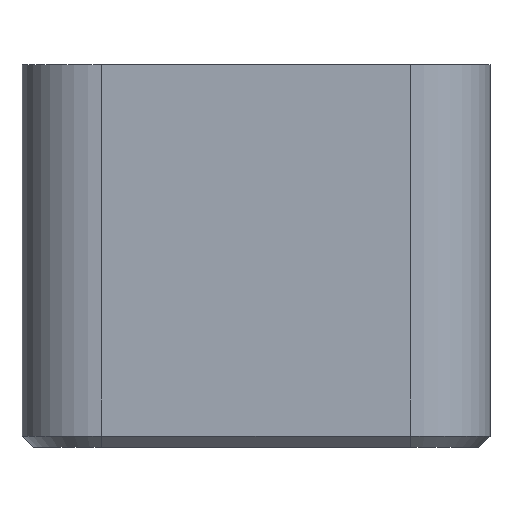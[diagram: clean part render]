
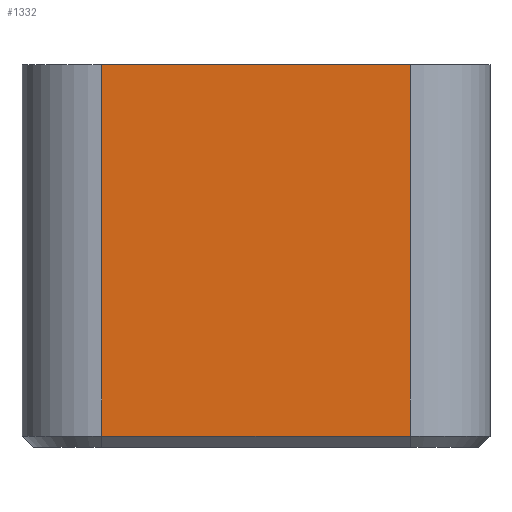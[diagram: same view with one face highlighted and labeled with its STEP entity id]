
A CAD part, left-side view. The second image highlights one B-rep face of the part: STEP entity #1332.
In plain terms, the highlighted planar face has unit normal (-1, 0, 0).
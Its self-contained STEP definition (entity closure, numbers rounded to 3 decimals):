
#32 = PLANE('',#33);
#33 = AXIS2_PLACEMENT_3D('',#34,#35,#36);
#34 = CARTESIAN_POINT('',(0.,0.,33.7));
#35 = DIRECTION('',(0.,0.,1.));
#36 = DIRECTION('',(1.,0.,0.));
#355 = VERTEX_POINT('',#356);
#356 = CARTESIAN_POINT('',(0.,34.2,33.7));
#375 = CYLINDRICAL_SURFACE('',#376,7.);
#376 = AXIS2_PLACEMENT_3D('',#377,#378,#379);
#377 = CARTESIAN_POINT('',(7.,34.2,33.7));
#378 = DIRECTION('',(0.,0.,-1.));
#379 = DIRECTION('',(-1.,-0.,-0.));
#387 = EDGE_CURVE('',#355,#388,#390,.T.);
#388 = VERTEX_POINT('',#389);
#389 = CARTESIAN_POINT('',(0.,7.,33.7));
#390 = SURFACE_CURVE('',#391,(#395,#402),.PCURVE_S1.);
#391 = LINE('',#392,#393);
#392 = CARTESIAN_POINT('',(0.,41.2,33.7));
#393 = VECTOR('',#394,1.);
#394 = DIRECTION('',(0.,-1.,0.));
#395 = PCURVE('',#32,#396);
#396 = DEFINITIONAL_REPRESENTATION('',(#397),#401);
#397 = LINE('',#398,#399);
#398 = CARTESIAN_POINT('',(0.,41.2));
#399 = VECTOR('',#400,1.);
#400 = DIRECTION('',(0.,-1.));
#401 = ( GEOMETRIC_REPRESENTATION_CONTEXT(2) 
PARAMETRIC_REPRESENTATION_CONTEXT() REPRESENTATION_CONTEXT('2D SPACE',''
  ) );
#402 = PCURVE('',#403,#408);
#403 = PLANE('',#404);
#404 = AXIS2_PLACEMENT_3D('',#405,#406,#407);
#405 = CARTESIAN_POINT('',(0.,0.,0.));
#406 = DIRECTION('',(1.,0.,0.));
#407 = DIRECTION('',(0.,0.,1.));
#408 = DEFINITIONAL_REPRESENTATION('',(#409),#413);
#409 = LINE('',#410,#411);
#410 = CARTESIAN_POINT('',(33.7,-41.2));
#411 = VECTOR('',#412,1.);
#412 = DIRECTION('',(0.,1.));
#413 = ( GEOMETRIC_REPRESENTATION_CONTEXT(2) 
PARAMETRIC_REPRESENTATION_CONTEXT() REPRESENTATION_CONTEXT('2D SPACE',''
  ) );
#430 = CYLINDRICAL_SURFACE('',#431,7.);
#431 = AXIS2_PLACEMENT_3D('',#432,#433,#434);
#432 = CARTESIAN_POINT('',(7.,7.,0.));
#433 = DIRECTION('',(0.,0.,1.));
#434 = DIRECTION('',(-1.,0.,0.));
#1281 = EDGE_CURVE('',#355,#1282,#1284,.T.);
#1282 = VERTEX_POINT('',#1283);
#1283 = CARTESIAN_POINT('',(0.,34.2,1.));
#1284 = SURFACE_CURVE('',#1285,(#1289,#1296),.PCURVE_S1.);
#1285 = LINE('',#1286,#1287);
#1286 = CARTESIAN_POINT('',(0.,34.2,33.7));
#1287 = VECTOR('',#1288,1.);
#1288 = DIRECTION('',(0.,0.,-1.));
#1289 = PCURVE('',#375,#1290);
#1290 = DEFINITIONAL_REPRESENTATION('',(#1291),#1295);
#1291 = LINE('',#1292,#1293);
#1292 = CARTESIAN_POINT('',(0.,0.));
#1293 = VECTOR('',#1294,1.);
#1294 = DIRECTION('',(0.,1.));
#1295 = ( GEOMETRIC_REPRESENTATION_CONTEXT(2) 
PARAMETRIC_REPRESENTATION_CONTEXT() REPRESENTATION_CONTEXT('2D SPACE',''
  ) );
#1296 = PCURVE('',#403,#1297);
#1297 = DEFINITIONAL_REPRESENTATION('',(#1298),#1302);
#1298 = LINE('',#1299,#1300);
#1299 = CARTESIAN_POINT('',(33.7,-34.2));
#1300 = VECTOR('',#1301,1.);
#1301 = DIRECTION('',(-1.,0.));
#1302 = ( GEOMETRIC_REPRESENTATION_CONTEXT(2) 
PARAMETRIC_REPRESENTATION_CONTEXT() REPRESENTATION_CONTEXT('2D SPACE',''
  ) );
#1332 = ADVANCED_FACE('',(#1333),#403,.F.);
#1333 = FACE_BOUND('',#1334,.F.);
#1334 = EDGE_LOOP('',(#1335,#1358,#1384,#1385));
#1335 = ORIENTED_EDGE('',*,*,#1336,.F.);
#1336 = EDGE_CURVE('',#1337,#388,#1339,.T.);
#1337 = VERTEX_POINT('',#1338);
#1338 = CARTESIAN_POINT('',(0.,7.,1.));
#1339 = SURFACE_CURVE('',#1340,(#1344,#1351),.PCURVE_S1.);
#1340 = LINE('',#1341,#1342);
#1341 = CARTESIAN_POINT('',(0.,7.,0.));
#1342 = VECTOR('',#1343,1.);
#1343 = DIRECTION('',(0.,0.,1.));
#1344 = PCURVE('',#403,#1345);
#1345 = DEFINITIONAL_REPRESENTATION('',(#1346),#1350);
#1346 = LINE('',#1347,#1348);
#1347 = CARTESIAN_POINT('',(0.,-7.));
#1348 = VECTOR('',#1349,1.);
#1349 = DIRECTION('',(1.,0.));
#1350 = ( GEOMETRIC_REPRESENTATION_CONTEXT(2) 
PARAMETRIC_REPRESENTATION_CONTEXT() REPRESENTATION_CONTEXT('2D SPACE',''
  ) );
#1351 = PCURVE('',#430,#1352);
#1352 = DEFINITIONAL_REPRESENTATION('',(#1353),#1357);
#1353 = LINE('',#1354,#1355);
#1354 = CARTESIAN_POINT('',(0.,0.));
#1355 = VECTOR('',#1356,1.);
#1356 = DIRECTION('',(0.,1.));
#1357 = ( GEOMETRIC_REPRESENTATION_CONTEXT(2) 
PARAMETRIC_REPRESENTATION_CONTEXT() REPRESENTATION_CONTEXT('2D SPACE',''
  ) );
#1358 = ORIENTED_EDGE('',*,*,#1359,.F.);
#1359 = EDGE_CURVE('',#1282,#1337,#1360,.T.);
#1360 = SURFACE_CURVE('',#1361,(#1365,#1372),.PCURVE_S1.);
#1361 = LINE('',#1362,#1363);
#1362 = CARTESIAN_POINT('',(0.,34.2,1.));
#1363 = VECTOR('',#1364,1.);
#1364 = DIRECTION('',(-0.,-1.,-0.));
#1365 = PCURVE('',#403,#1366);
#1366 = DEFINITIONAL_REPRESENTATION('',(#1367),#1371);
#1367 = LINE('',#1368,#1369);
#1368 = CARTESIAN_POINT('',(1.,-34.2));
#1369 = VECTOR('',#1370,1.);
#1370 = DIRECTION('',(-0.,1.));
#1371 = ( GEOMETRIC_REPRESENTATION_CONTEXT(2) 
PARAMETRIC_REPRESENTATION_CONTEXT() REPRESENTATION_CONTEXT('2D SPACE',''
  ) );
#1372 = PCURVE('',#1373,#1378);
#1373 = PLANE('',#1374);
#1374 = AXIS2_PLACEMENT_3D('',#1375,#1376,#1377);
#1375 = CARTESIAN_POINT('',(0.5,34.2,0.5));
#1376 = DIRECTION('',(-0.707,0.,-0.707));
#1377 = DIRECTION('',(0.,1.,0.));
#1378 = DEFINITIONAL_REPRESENTATION('',(#1379),#1383);
#1379 = LINE('',#1380,#1381);
#1380 = CARTESIAN_POINT('',(-0.,-0.707));
#1381 = VECTOR('',#1382,1.);
#1382 = DIRECTION('',(-1.,0.));
#1383 = ( GEOMETRIC_REPRESENTATION_CONTEXT(2) 
PARAMETRIC_REPRESENTATION_CONTEXT() REPRESENTATION_CONTEXT('2D SPACE',''
  ) );
#1384 = ORIENTED_EDGE('',*,*,#1281,.F.);
#1385 = ORIENTED_EDGE('',*,*,#387,.T.);
